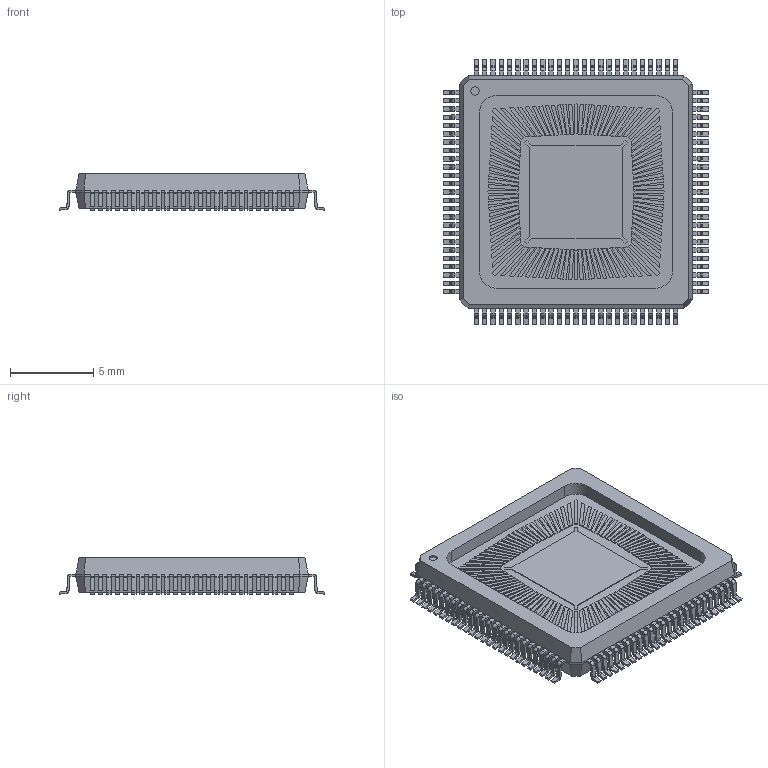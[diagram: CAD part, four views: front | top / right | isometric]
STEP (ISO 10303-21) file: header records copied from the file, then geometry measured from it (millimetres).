
FILE_DESCRIPTION(/* description */ (''),/* implementation_level */ '2;1');
FILE_NAME(/* name */ 'QFP50P1600X1600X120-200N(OCPP).stp',/* time_stamp */ '2017-04-05T15:45:09+02:00',/* author */ ('jchouvet'),/* organization */ (''),/* preprocessor_version */ 'ST-DEVELOPER v16.1',/* originating_system */ 'AutoCAD Mechanical',/* authorisation */ '');
FILE_SCHEMA (('AUTOMOTIVE_DESIGN { 1 0 10303 214 3 1 1 }'));
Products named in the file (1): Product
Bounding box: 16 x 16 x 2.2 mm (x, y, z)
Volume: 302.9 mm3; surface area: 842.7 mm2
Topology: 202 solids, 202 shells, 2475 faces, 5993 edges, 3926 vertices
Faces by surface type: plane 2070, cylinder 405
Full cylindrical faces by diameter (mm): 0.5 x1
Entity records: 71056 total; most frequent: CARTESIAN_POINT 12392, ORIENTED_EDGE 11980, DIRECTION 11752, EDGE_CURVE 5990, LINE 5180, VECTOR 5180, VERTEX_POINT 3922, AXIS2_PLACEMENT_3D 3286
